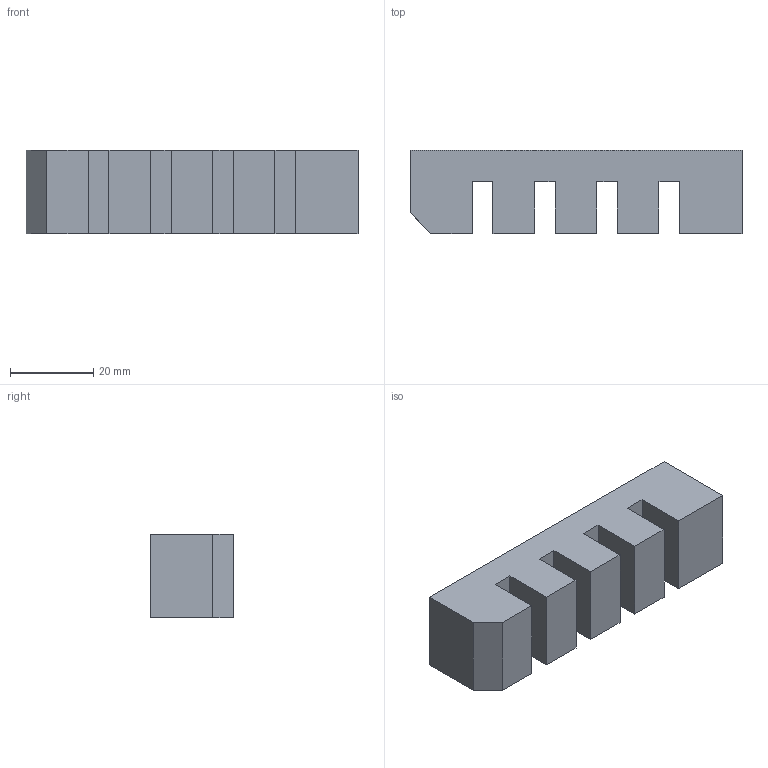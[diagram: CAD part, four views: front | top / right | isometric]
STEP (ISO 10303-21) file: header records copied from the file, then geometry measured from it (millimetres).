
FILE_DESCRIPTION(/* description */ (''),/* implementation_level */ '2;1');
FILE_NAME(/* name */ 'body.stp',/* time_stamp */ '2022-01-02T22:37:29+09:00',/* author */ ('shibu'),/* organization */ (''),/* preprocessor_version */ 'ST-DEVELOPER v18.1',/* originating_system */ 'Autodesk Inventor 2021',/* authorisation */ '');
FILE_SCHEMA (('AUTOMOTIVE_DESIGN { 1 0 10303 214 3 1 1 }'));
Length unit declared in the file: millimetre
Products named in the file (1): body
Bounding box: 80 x 20 x 20 mm (x, y, z)
Volume: 20562.5 mm3; surface area: 12966.4 mm2
Topology: 1 solids, 2 shells, 45 faces, 123 edges, 82 vertices
Faces by surface type: plane 45
Entity records: 1436 total; most frequent: CARTESIAN_POINT 251, ORIENTED_EDGE 246, DIRECTION 215, LINE 123, VECTOR 123, EDGE_CURVE 123, VERTEX_POINT 82, AXIS2_PLACEMENT_3D 46
